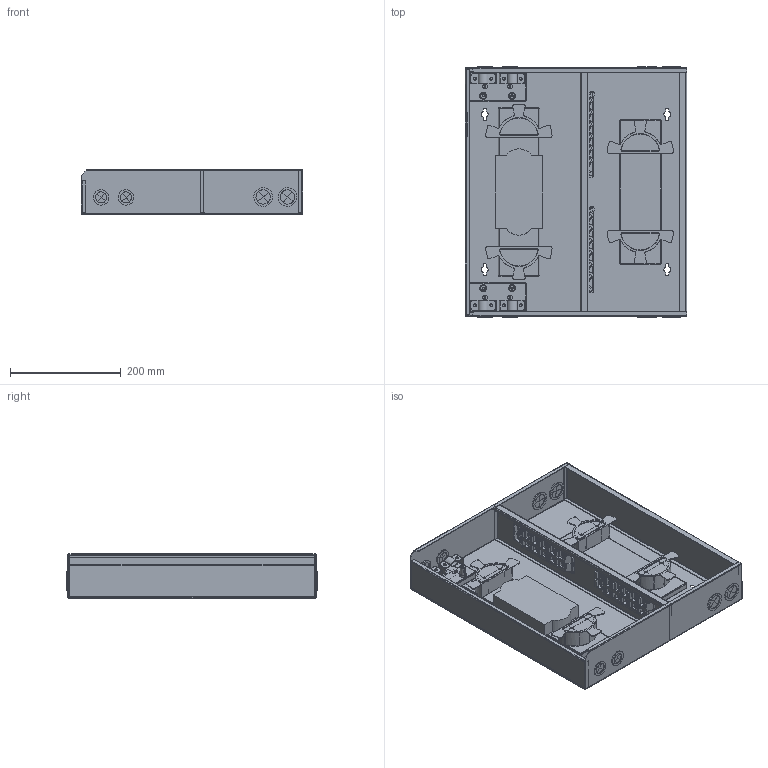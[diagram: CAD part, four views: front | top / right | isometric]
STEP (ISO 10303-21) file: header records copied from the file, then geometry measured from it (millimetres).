
FILE_DESCRIPTION (( 'STEP AP214' ), '1' );
FILE_NAME ('LCWB-24_3D.step', '2024-08-29T18:20:54', ( '' ), ( '' ), 'SwSTEP 2.0', 'SolidWorks 2022', '' );
FILE_SCHEMA (( 'AUTOMOTIVE_DESIGN' ));
Length unit declared in the file: inch
Products named in the file (8): LCWB-24_3D; FE-WM24SC_MA1_BASE; FE-WM24SC_MA4_LID; FE-WM24SC_MA5_34mm GROMMET; FE-WM24SC_MA2_CABLE CLAMPING SUBASSY; FE-WM24SC_MA6_28mm GROMMET; FE-WM24SC_MA7; FE-WM24SC_MA8_SPLICING TRAY
Assembly tree (20 placements, depth 2):
  LCWB-24_3D
    FE-WM24SC_MA1_BASE
    FE-WM24SC_MA2_CABLE CLAMPING SUBASSY  x2
    FE-WM24SC_MA4_LID  x4
    FE-WM24SC_MA5_34mm GROMMET  x4
    FE-WM24SC_MA6_28mm GROMMET  x4
    FE-WM24SC_MA7  x4
    FE-WM24SC_MA8_SPLICING TRAY
Bounding box: 400 x 453.26 x 80 mm (x, y, z)
Volume: 977003.9 mm3; surface area: 1127404.9 mm2
Topology: 43 solids, 43 shells, 2955 faces, 7801 edges, 4984 vertices
Faces by surface type: plane 2020, cylinder 773, bspline 150, torus 12
Entity records: 44271 total; most frequent: CARTESIAN_POINT 14859, ORIENTED_EDGE 5948, DIRECTION 5551, EDGE_CURVE 2974, VECTOR 2117, LINE 2117, VERTEX_POINT 1834, AXIS2_PLACEMENT_3D 1717
